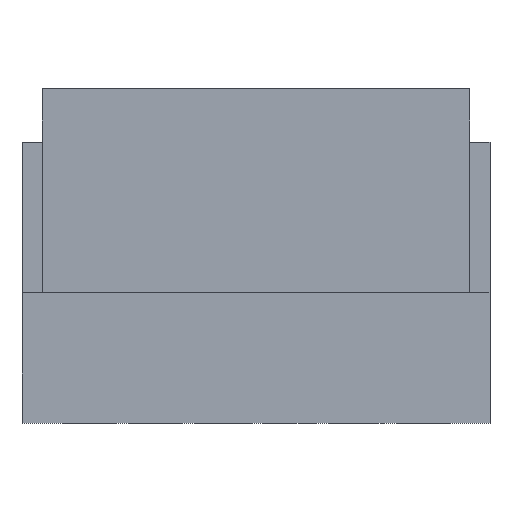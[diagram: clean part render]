
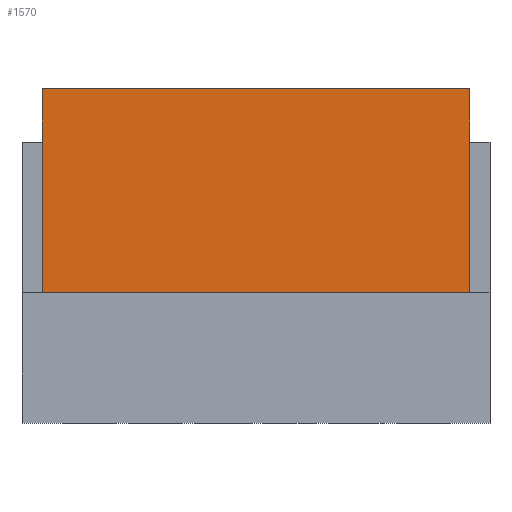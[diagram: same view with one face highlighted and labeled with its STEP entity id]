
A CAD part, front view. The second image highlights one B-rep face of the part: STEP entity #1570.
In plain terms, the highlighted planar face has unit normal (0, -1, 0).
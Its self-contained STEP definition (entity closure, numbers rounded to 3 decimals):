
#1446 = ORIENTED_EDGE ( 'NONE', *, *, #1448, .T. ) ;
#1448 = EDGE_CURVE ( 'NONE', #1487, #1451, #2483, .T. ) ;
#1451 = VERTEX_POINT ( 'NONE', #2479 ) ;
#1487 = VERTEX_POINT ( 'NONE', #2518 ) ;
#1507 = EDGE_CURVE ( 'NONE', #1509, #1487, #2495, .T. ) ;
#1509 = VERTEX_POINT ( 'NONE', #2552 ) ;
#1515 = ORIENTED_EDGE ( 'NONE', *, *, #1516, .F. ) ;
#1516 = EDGE_CURVE ( 'NONE', #1509, #1587, #2546, .T. ) ;
#1570 = ADVANCED_FACE ( 'NONE', ( #2600 ), #2635, .F. ) ;
#1571 = EDGE_LOOP ( 'NONE', ( #1572, #1446, #1585, #1515 ) ) ;
#1572 = ORIENTED_EDGE ( 'NONE', *, *, #1507, .T. ) ;
#1585 = ORIENTED_EDGE ( 'NONE', *, *, #1586, .F. ) ;
#1586 = EDGE_CURVE ( 'NONE', #1587, #1451, #2616, .T. ) ;
#1587 = VERTEX_POINT ( 'NONE', #2667 ) ;
#2479 = CARTESIAN_POINT ( 'NONE',  ( -3.2, -3.55, 0.85 ) ) ;
#2480 = DIRECTION ( 'NONE',  ( 0., 0., -1. ) ) ;
#2481 = VECTOR ( 'NONE', #2480, 1000. ) ;
#2482 = CARTESIAN_POINT ( 'NONE',  ( -3.2, -3.55, 3.9 ) ) ;
#2483 = LINE ( 'NONE', #2482, #2481 ) ;
#2492 = DIRECTION ( 'NONE',  ( -1., 0., 0. ) ) ;
#2493 = VECTOR ( 'NONE', #2492, 1000. ) ;
#2494 = CARTESIAN_POINT ( 'NONE',  ( 3.5, -3.55, 3.9 ) ) ;
#2495 = LINE ( 'NONE', #2494, #2493 ) ;
#2518 = CARTESIAN_POINT ( 'NONE',  ( -3.2, -3.55, 3.9 ) ) ;
#2543 = DIRECTION ( 'NONE',  ( 0., 0., -1. ) ) ;
#2544 = VECTOR ( 'NONE', #2543, 1000. ) ;
#2545 = CARTESIAN_POINT ( 'NONE',  ( 3.2, -3.55, 3.9 ) ) ;
#2546 = LINE ( 'NONE', #2545, #2544 ) ;
#2552 = CARTESIAN_POINT ( 'NONE',  ( 3.2, -3.55, 3.9 ) ) ;
#2600 = FACE_OUTER_BOUND ( 'NONE', #1571, .T. ) ;
#2615 = CARTESIAN_POINT ( 'NONE',  ( 3.5, -3.55, 0.85 ) ) ;
#2616 = LINE ( 'NONE', #2615, #2669 ) ;
#2631 = DIRECTION ( 'NONE',  ( 0., 0., 1. ) ) ;
#2632 = DIRECTION ( 'NONE',  ( 0., 1., 0. ) ) ;
#2633 = CARTESIAN_POINT ( 'NONE',  ( 3.5, -3.55, 0.85 ) ) ;
#2634 = AXIS2_PLACEMENT_3D ( 'NONE', #2633, #2632, #2631 ) ;
#2635 = PLANE ( 'NONE',  #2634 ) ;
#2667 = CARTESIAN_POINT ( 'NONE',  ( 3.2, -3.55, 0.85 ) ) ;
#2668 = DIRECTION ( 'NONE',  ( -1., 0., 0. ) ) ;
#2669 = VECTOR ( 'NONE', #2668, 1000. ) ;
